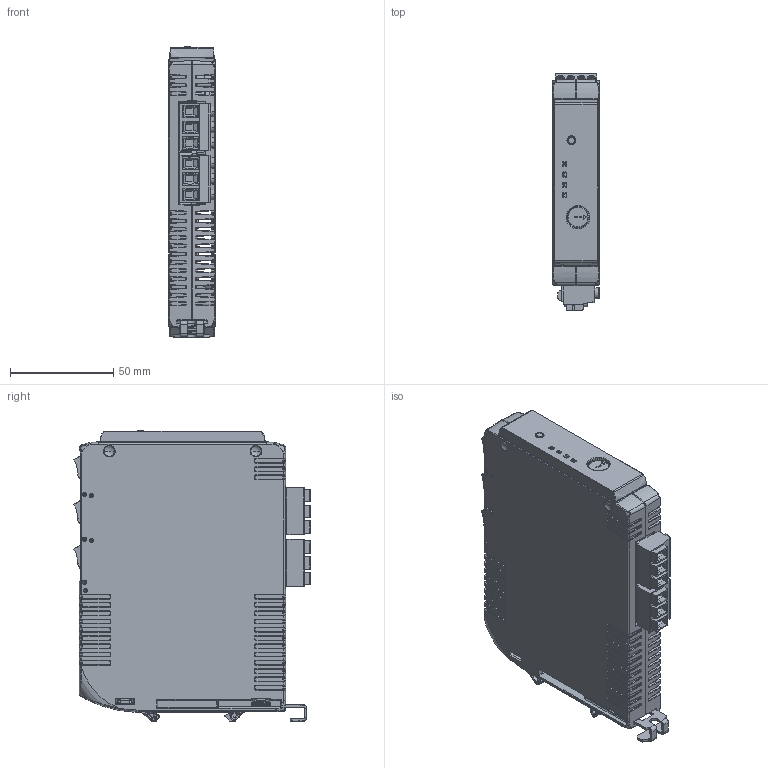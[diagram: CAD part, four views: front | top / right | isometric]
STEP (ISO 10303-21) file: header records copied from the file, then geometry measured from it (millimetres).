
FILE_DESCRIPTION(/* description */ (''),/* implementation_level */ '2;1');
FILE_NAME(/* name */ '3d_ME.stp',/* time_stamp */ '2024-01-18T15:08:13+01:00',/* author */ (''),/* organization */ (''),/* preprocessor_version */ 'ST-DEVELOPER v16.7',/* originating_system */ 'SIEMENS PLM Software NX 12.0',/* authorisation */ '');
FILE_SCHEMA (('AUTOMOTIVE_DESIGN { 1 0 10303 214 3 1 1 1 }'));
Products named in the file (1): 3d_ME
Bounding box: 22.57 x 114.37 x 140.65 mm (x, y, z)
Surface area: 78863.3 mm2 (no closed solid volume)
Topology: 0 solids, 55 shells, 3368 faces, 10991 edges, 7514 vertices
Faces by surface type: plane 1234, cylinder 1212, bspline 562, cone 164, torus 130, sphere 28, revolution 20, extrusion 18
Entity records: 159389 total; most frequent: CARTESIAN_POINT 67907, ORIENTED_EDGE 18439, DIRECTION 17920, EDGE_CURVE 10971, VERTEX_POINT 7513, AXIS2_PLACEMENT_3D 6036, VECTOR 5828, LINE 5810
